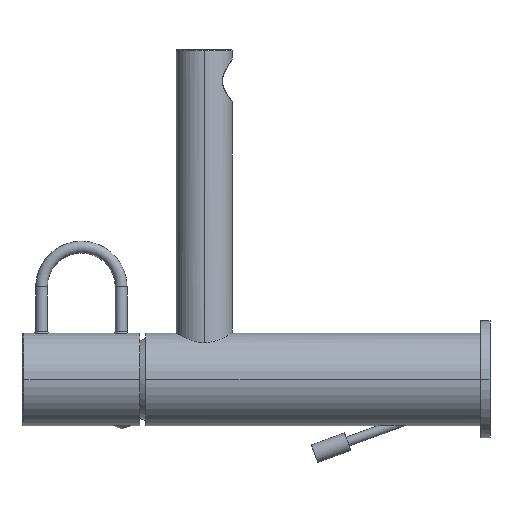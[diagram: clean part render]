
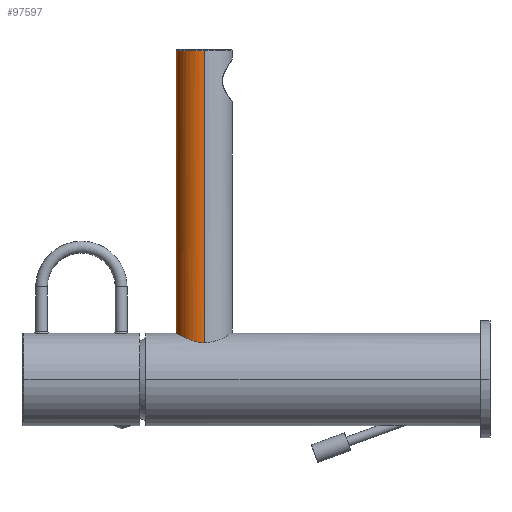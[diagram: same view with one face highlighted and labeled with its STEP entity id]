
A CAD part, left-side view. The second image highlights one B-rep face of the part: STEP entity #97597.
In plain terms, the highlighted cylindrical face has radius 12 mm (diameter 24 mm), a partial arc.
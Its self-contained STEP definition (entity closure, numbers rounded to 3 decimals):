
#32672=DIRECTION('',(0.,0.,1.));
#32673=VECTOR('',#32672,124.7);
#32674=CARTESIAN_POINT('',(-12.,118.,15.686));
#32675=LINE('',#32674,#32673);
#32990=DIRECTION('',(0.,0.,1.));
#32991=VECTOR('',#32990,124.7);
#32992=CARTESIAN_POINT('',(12.,118.,15.686));
#32993=LINE('',#32992,#32991);
#32999=CARTESIAN_POINT('',(12.,118.,15.686));
#33000=CARTESIAN_POINT('',(12.,118.136,15.686));
#33001=CARTESIAN_POINT('',(11.995,118.407,15.69));
#33002=CARTESIAN_POINT('',(11.975,118.814,15.706));
#33003=CARTESIAN_POINT('',(11.94,119.222,15.732));
#33004=CARTESIAN_POINT('',(11.891,119.632,15.769));
#33005=CARTESIAN_POINT('',(11.827,120.043,15.817));
#33006=CARTESIAN_POINT('',(11.749,120.456,15.876));
#33007=CARTESIAN_POINT('',(11.654,120.871,15.945));
#33008=CARTESIAN_POINT('',(11.543,121.288,16.026));
#33009=CARTESIAN_POINT('',(11.416,121.708,16.117));
#33010=CARTESIAN_POINT('',(11.27,122.128,16.219));
#33011=CARTESIAN_POINT('',(11.107,122.55,16.331));
#33012=CARTESIAN_POINT('',(10.924,122.973,16.454));
#33013=CARTESIAN_POINT('',(10.723,123.394,16.586));
#33014=CARTESIAN_POINT('',(10.502,123.813,16.727));
#33015=CARTESIAN_POINT('',(10.261,124.228,16.876));
#33016=CARTESIAN_POINT('',(10.001,124.638,17.032));
#33017=CARTESIAN_POINT('',(9.722,125.04,17.193));
#33018=CARTESIAN_POINT('',(9.425,125.434,17.357));
#33019=CARTESIAN_POINT('',(9.11,125.816,17.525));
#33020=CARTESIAN_POINT('',(8.78,126.185,17.692));
#33021=CARTESIAN_POINT('',(8.435,126.54,17.859));
#33022=CARTESIAN_POINT('',(8.078,126.879,18.024));
#33023=CARTESIAN_POINT('',(7.708,127.201,18.185));
#33024=CARTESIAN_POINT('',(7.328,127.507,18.342));
#33025=CARTESIAN_POINT('',(6.94,127.794,18.492));
#33026=CARTESIAN_POINT('',(6.544,128.063,18.636));
#33027=CARTESIAN_POINT('',(6.141,128.313,18.773));
#33028=CARTESIAN_POINT('',(5.733,128.545,18.901));
#33029=CARTESIAN_POINT('',(5.321,128.759,19.021));
#33030=CARTESIAN_POINT('',(4.905,128.955,19.133));
#33031=CARTESIAN_POINT('',(4.486,129.133,19.235));
#33032=CARTESIAN_POINT('',(4.064,129.294,19.329));
#33033=CARTESIAN_POINT('',(3.639,129.438,19.413));
#33034=CARTESIAN_POINT('',(3.214,129.564,19.488));
#33035=CARTESIAN_POINT('',(2.787,129.675,19.554));
#33036=CARTESIAN_POINT('',(2.359,129.769,19.61));
#33037=CARTESIAN_POINT('',(1.93,129.846,19.657));
#33038=CARTESIAN_POINT('',(1.502,129.908,19.694));
#33039=CARTESIAN_POINT('',(1.073,129.954,19.722));
#33040=CARTESIAN_POINT('',(0.644,129.985,
19.741));
#33041=CARTESIAN_POINT('',(0.215,130.001,
19.75));
#33042=CARTESIAN_POINT('',(-0.215,130.001,
19.75));
#33043=CARTESIAN_POINT('',(-0.644,129.985,
19.741));
#33044=CARTESIAN_POINT('',(-1.073,129.954,
19.722));
#33045=CARTESIAN_POINT('',(-1.501,129.908,
19.694));
#33046=CARTESIAN_POINT('',(-1.93,129.846,
19.657));
#33047=CARTESIAN_POINT('',(-2.359,129.769,
19.61));
#33048=CARTESIAN_POINT('',(-2.787,129.675,
19.554));
#33049=CARTESIAN_POINT('',(-3.214,129.564,
19.488));
#33050=CARTESIAN_POINT('',(-3.639,129.438,
19.413));
#33051=CARTESIAN_POINT('',(-4.064,129.294,
19.329));
#33052=CARTESIAN_POINT('',(-4.486,129.133,
19.235));
#33053=CARTESIAN_POINT('',(-4.905,128.955,
19.133));
#33054=CARTESIAN_POINT('',(-5.321,128.759,
19.021));
#33055=CARTESIAN_POINT('',(-5.733,128.545,
18.901));
#33056=CARTESIAN_POINT('',(-6.141,128.313,
18.773));
#33057=CARTESIAN_POINT('',(-6.544,128.063,
18.636));
#33058=CARTESIAN_POINT('',(-6.94,127.794,
18.492));
#33059=CARTESIAN_POINT('',(-7.328,127.507,
18.342));
#33060=CARTESIAN_POINT('',(-7.708,127.201,
18.185));
#33061=CARTESIAN_POINT('',(-8.078,126.879,
18.024));
#33062=CARTESIAN_POINT('',(-8.435,126.54,
17.859));
#33063=CARTESIAN_POINT('',(-8.78,126.185,
17.692));
#33064=CARTESIAN_POINT('',(-9.11,125.816,
17.525));
#33065=CARTESIAN_POINT('',(-9.425,125.434,
17.357));
#33066=CARTESIAN_POINT('',(-9.722,125.041,
17.193));
#33067=CARTESIAN_POINT('',(-10.001,124.638,
17.032));
#33068=CARTESIAN_POINT('',(-10.261,124.228,
16.876));
#33069=CARTESIAN_POINT('',(-10.502,123.813,
16.727));
#33070=CARTESIAN_POINT('',(-10.723,123.394,
16.586));
#33071=CARTESIAN_POINT('',(-10.924,122.973,
16.454));
#33072=CARTESIAN_POINT('',(-11.107,122.55,
16.331));
#33073=CARTESIAN_POINT('',(-11.27,122.128,
16.219));
#33074=CARTESIAN_POINT('',(-11.416,121.708,
16.117));
#33075=CARTESIAN_POINT('',(-11.543,121.288,
16.026));
#33076=CARTESIAN_POINT('',(-11.654,120.871,
15.945));
#33077=CARTESIAN_POINT('',(-11.749,120.456,
15.876));
#33078=CARTESIAN_POINT('',(-11.827,120.043,
15.817));
#33079=CARTESIAN_POINT('',(-11.891,119.632,
15.769));
#33080=CARTESIAN_POINT('',(-11.94,119.222,
15.732));
#33081=CARTESIAN_POINT('',(-11.975,118.814,
15.706));
#33082=CARTESIAN_POINT('',(-11.995,118.407,
15.69));
#33083=CARTESIAN_POINT('',(-12.,118.136,15.686));
#33084=CARTESIAN_POINT('',(-12.,118.,15.686));
#42121=CARTESIAN_POINT('',(0.,118.,140.386));
#42122=DIRECTION('',(0.,0.,-1.));
#42123=DIRECTION('',(-1.,0.,0.));
#42124=AXIS2_PLACEMENT_3D('',#42121,#42122,#42123);
#56898=CARTESIAN_POINT('',(12.,118.,140.386));
#56900=VERTEX_POINT('',#56898);
#56904=CARTESIAN_POINT('',(-12.,118.,140.386));
#56905=VERTEX_POINT('',#56904);
#56908=VERTEX_POINT('',#32999);
#56909=VERTEX_POINT('',#33084);
#97584=CARTESIAN_POINT('',(0.,118.,15.686));
#97585=DIRECTION('',(0.,0.,1.));
#97586=DIRECTION('',(1.,0.,0.));
#97587=AXIS2_PLACEMENT_3D('',#97584,#97585,#97586);
#97588=CYLINDRICAL_SURFACE('',#97587,12.);
#97590=ORIENTED_EDGE('',*,*,#97589,.F.);
#97591=ORIENTED_EDGE('',*,*,#97551,.T.);
#97593=ORIENTED_EDGE('',*,*,#97592,.F.);
#97594=ORIENTED_EDGE('',*,*,#97545,.F.);
#97595=EDGE_LOOP('',(#97590,#97591,#97593,#97594));
#97596=FACE_OUTER_BOUND('',#97595,.F.);
#97597=ADVANCED_FACE('',(#97596),#97588,.T.);
#33085=B_SPLINE_CURVE_WITH_KNOTS('',3,(#32999,#33000,#33001,#33002,#33003,
#33004,#33005,#33006,#33007,#33008,#33009,#33010,#33011,#33012,#33013,#33014,
#33015,#33016,#33017,#33018,#33019,#33020,#33021,#33022,#33023,#33024,#33025,
#33026,#33027,#33028,#33029,#33030,#33031,#33032,#33033,#33034,#33035,#33036,
#33037,#33038,#33039,#33040,#33041,#33042,#33043,#33044,#33045,#33046,#33047,
#33048,#33049,#33050,#33051,#33052,#33053,#33054,#33055,#33056,#33057,#33058,
#33059,#33060,#33061,#33062,#33063,#33064,#33065,#33066,#33067,#33068,#33069,
#33070,#33071,#33072,#33073,#33074,#33075,#33076,#33077,#33078,#33079,#33080,
#33081,#33082,#33083,#33084),.UNSPECIFIED.,.F.,.F.,(4,1,1,1,1,1,1,1,1,1,1,1,1,1,
1,1,1,1,1,1,1,1,1,1,1,1,1,1,1,1,1,1,1,1,1,1,1,1,1,1,1,1,1,1,1,1,1,1,1,1,1,1,1,1,
1,1,1,1,1,1,1,1,1,1,1,1,1,1,1,1,1,1,1,1,1,1,1,1,1,1,1,1,1,4),(0.,
0.012,0.024,0.036,0.048,
0.06,0.072,0.084,0.096,
0.108,0.12,0.133,0.145,
0.157,0.169,0.181,0.193,
0.205,0.217,0.229,0.241,
0.253,0.265,0.277,0.289,
0.301,0.313,0.325,0.337,
0.349,0.361,0.373,0.386,
0.398,0.41,0.422,0.434,
0.446,0.458,0.47,0.482,
0.494,0.506,0.518,0.53,
0.542,0.554,0.566,0.578,
0.59,0.602,0.614,0.627,
0.639,0.651,0.663,0.675,
0.687,0.699,0.711,0.723,
0.735,0.747,0.759,0.771,
0.783,0.795,0.807,0.819,
0.831,0.843,0.855,0.867,
0.88,0.892,0.904,0.916,
0.928,0.94,0.952,0.964,
0.976,0.988,1.),.UNSPECIFIED.);
#42125=CIRCLE('',#42124,12.);
#97545=EDGE_CURVE('',#56909,#56905,#32675,.T.);
#97551=EDGE_CURVE('',#56908,#56900,#32993,.T.);
#97589=EDGE_CURVE('',#56908,#56909,#33085,.T.);
#97592=EDGE_CURVE('',#56905,#56900,#42125,.T.);
